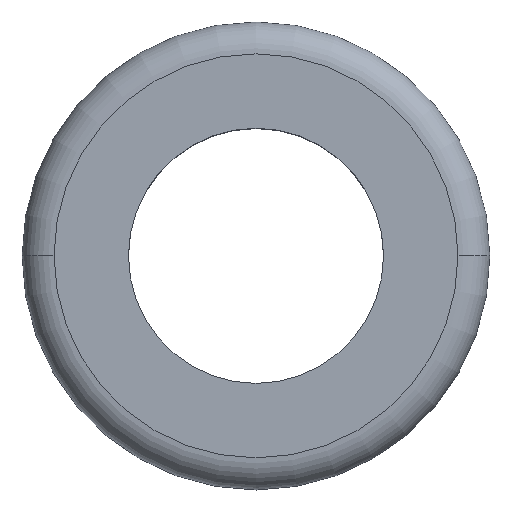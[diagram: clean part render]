
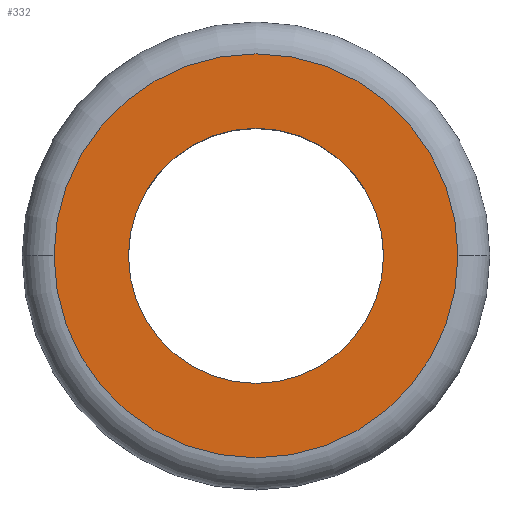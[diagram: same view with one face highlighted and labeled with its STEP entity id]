
A CAD part, top view. The second image highlights one B-rep face of the part: STEP entity #332.
In plain terms, the highlighted planar face has unit normal (0, 0, 1).
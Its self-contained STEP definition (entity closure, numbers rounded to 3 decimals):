
#1 = DIRECTION ( 'NONE',  ( 1., 0., 0. ) ) ;
#22 = VERTEX_POINT ( 'NONE', #210 ) ;
#37 = DIRECTION ( 'NONE',  ( -1., 0., 0. ) ) ;
#58 = CARTESIAN_POINT ( 'NONE',  ( 108.928, 0., 138.583 ) ) ;
#64 = PLANE ( 'NONE',  #474 ) ;
#74 = AXIS2_PLACEMENT_3D ( 'NONE', #142, #364, #284 ) ;
#78 = ORIENTED_EDGE ( 'NONE', *, *, #151, .F. ) ;
#86 = CARTESIAN_POINT ( 'NONE',  ( 113.678, 0., 138.583 ) ) ;
#112 = CIRCLE ( 'NONE', #261, 4.75 ) ;
#122 = CARTESIAN_POINT ( 'NONE',  ( 113.678, 0., 138.583 ) ) ;
#142 = CARTESIAN_POINT ( 'NONE',  ( 108.928, 0., 138.583 ) ) ;
#144 = ORIENTED_EDGE ( 'NONE', *, *, #280, .F. ) ;
#151 = EDGE_CURVE ( 'NONE', #365, #360, #224, .T. ) ;
#153 = EDGE_LOOP ( 'NONE', ( #78, #144 ) ) ;
#161 = AXIS2_PLACEMENT_3D ( 'NONE', #258, #404, #37 ) ;
#177 = CARTESIAN_POINT ( 'NONE',  ( 108.928, 0., 138.583 ) ) ;
#191 = FACE_OUTER_BOUND ( 'NONE', #153, .T. ) ;
#210 = CARTESIAN_POINT ( 'NONE',  ( 105.928, 0., 138.583 ) ) ;
#215 = DIRECTION ( 'NONE',  ( 0., 0., -1. ) ) ;
#224 = CIRCLE ( 'NONE', #74, 4.75 ) ;
#246 = DIRECTION ( 'NONE',  ( -1., 0., 0. ) ) ;
#258 = CARTESIAN_POINT ( 'NONE',  ( 108.928, 0., 138.583 ) ) ;
#261 = AXIS2_PLACEMENT_3D ( 'NONE', #177, #215, #363 ) ;
#267 = DIRECTION ( 'NONE',  ( 0., 0., 1. ) ) ;
#276 = CARTESIAN_POINT ( 'NONE',  ( 104.178, 0., 138.583 ) ) ;
#280 = EDGE_CURVE ( 'NONE', #360, #365, #112, .T. ) ;
#284 = DIRECTION ( 'NONE',  ( -1., 0., 0. ) ) ;
#332 = ADVANCED_FACE ( 'NONE', ( #371, #191 ), #64, .T. ) ;
#333 = EDGE_CURVE ( 'NONE', #22, #389, #458, .T. ) ;
#341 = CIRCLE ( 'NONE', #161, 3. ) ;
#360 = VERTEX_POINT ( 'NONE', #86 ) ;
#363 = DIRECTION ( 'NONE',  ( -1., 0., 0. ) ) ;
#364 = DIRECTION ( 'NONE',  ( 0., 0., -1. ) ) ;
#365 = VERTEX_POINT ( 'NONE', #276 ) ;
#371 = FACE_BOUND ( 'NONE', #391, .T. ) ;
#389 = VERTEX_POINT ( 'NONE', #415 ) ;
#391 = EDGE_LOOP ( 'NONE', ( #460, #439 ) ) ;
#404 = DIRECTION ( 'NONE',  ( 0., 0., -1. ) ) ;
#415 = CARTESIAN_POINT ( 'NONE',  ( 111.928, 0., 138.583 ) ) ;
#422 = DIRECTION ( 'NONE',  ( 0., 0., -1. ) ) ;
#423 = EDGE_CURVE ( 'NONE', #389, #22, #341, .T. ) ;
#439 = ORIENTED_EDGE ( 'NONE', *, *, #423, .T. ) ;
#451 = AXIS2_PLACEMENT_3D ( 'NONE', #58, #422, #246 ) ;
#458 = CIRCLE ( 'NONE', #451, 3. ) ;
#460 = ORIENTED_EDGE ( 'NONE', *, *, #333, .T. ) ;
#474 = AXIS2_PLACEMENT_3D ( 'NONE', #122, #267, #1 ) ;
